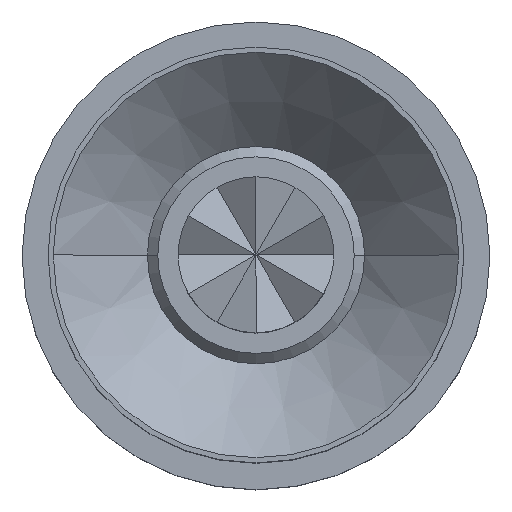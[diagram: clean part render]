
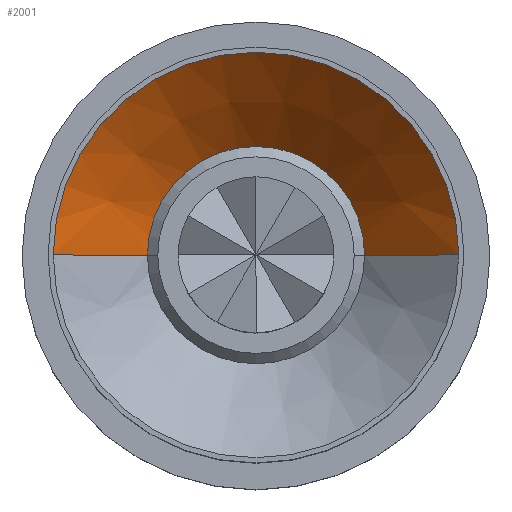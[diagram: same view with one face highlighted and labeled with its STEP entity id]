
A CAD part, top view. The second image highlights one B-rep face of the part: STEP entity #2001.
In plain terms, the highlighted conical face has half-angle 45 degrees and reference radius 1.95 mm.
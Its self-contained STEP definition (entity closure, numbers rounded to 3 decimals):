
#582 = LINE ( 'NONE', #7385, #584 ) ;
#583 = LINE ( 'NONE', #7392, #587 ) ;
#584 = VECTOR ( 'NONE', #7383, 1000. ) ;
#587 = VECTOR ( 'NONE', #7389, 1000. ) ;
#789 = CIRCLE ( 'NONE', #8770, 1.95 ) ;
#790 = CIRCLE ( 'NONE', #8771, 1.045 ) ;
#2001 = ADVANCED_FACE ( 'NONE', ( #6807 ), #6818, .F. ) ;
#2139 = EDGE_CURVE ( 'NONE', #3839, #3843, #582, .T. ) ;
#2141 = EDGE_CURVE ( 'NONE', #3836, #3842, #583, .T. ) ;
#2379 = EDGE_CURVE ( 'NONE', #3843, #3842, #789, .T. ) ;
#2380 = EDGE_CURVE ( 'NONE', #3839, #3836, #790, .T. ) ;
#2450 = AXIS2_PLACEMENT_3D ( 'NONE', #9062, #9063, #9068 ) ;
#3836 = VERTEX_POINT ( 'NONE', #7116 ) ;
#3839 = VERTEX_POINT ( 'NONE', #7119 ) ;
#3842 = VERTEX_POINT ( 'NONE', #7122 ) ;
#3843 = VERTEX_POINT ( 'NONE', #7123 ) ;
#5563 = ORIENTED_EDGE ( 'NONE', *, *, #2141, .F. ) ;
#5564 = ORIENTED_EDGE ( 'NONE', *, *, #2380, .F. ) ;
#5565 = ORIENTED_EDGE ( 'NONE', *, *, #2139, .T. ) ;
#5566 = ORIENTED_EDGE ( 'NONE', *, *, #2379, .T. ) ;
#6807 = FACE_OUTER_BOUND ( 'NONE', #7259, .T. ) ;
#6818 = CONICAL_SURFACE ( 'NONE', #2450, 1.95, 0.785 ) ;
#6954 = CARTESIAN_POINT ( 'NONE',  ( 0., 0., 5.2 ) ) ;
#6955 = DIRECTION ( 'NONE',  ( 0., 0., 1. ) ) ;
#6956 = DIRECTION ( 'NONE',  ( 1., 0., 0. ) ) ;
#6957 = CARTESIAN_POINT ( 'NONE',  ( 0., 0., 4.295 ) ) ;
#6958 = DIRECTION ( 'NONE',  ( 0., 0., 1. ) ) ;
#6959 = DIRECTION ( 'NONE',  ( 1., 0., 0. ) ) ;
#7116 = CARTESIAN_POINT ( 'NONE',  ( -1.045, 0., 4.295 ) ) ;
#7119 = CARTESIAN_POINT ( 'NONE',  ( 1.045, 0., 4.295 ) ) ;
#7122 = CARTESIAN_POINT ( 'NONE',  ( -1.95, 0., 5.2 ) ) ;
#7123 = CARTESIAN_POINT ( 'NONE',  ( 1.95, 0., 5.2 ) ) ;
#7259 = EDGE_LOOP ( 'NONE', ( #5563, #5564, #5565, #5566 ) ) ;
#7383 = DIRECTION ( 'NONE',  ( 0.707, 0., 0.707 ) ) ;
#7385 = CARTESIAN_POINT ( 'NONE',  ( 1.95, 0., 5.2 ) ) ;
#7389 = DIRECTION ( 'NONE',  ( -0.707, 0., 0.707 ) ) ;
#7392 = CARTESIAN_POINT ( 'NONE',  ( -1.95, 0., 5.2 ) ) ;
#8770 = AXIS2_PLACEMENT_3D ( 'NONE', #6954, #6955, #6956 ) ;
#8771 = AXIS2_PLACEMENT_3D ( 'NONE', #6957, #6958, #6959 ) ;
#9062 = CARTESIAN_POINT ( 'NONE',  ( 0., 0., 5.2 ) ) ;
#9063 = DIRECTION ( 'NONE',  ( 0., 0., 1. ) ) ;
#9068 = DIRECTION ( 'NONE',  ( 1., 0., 0. ) ) ;
